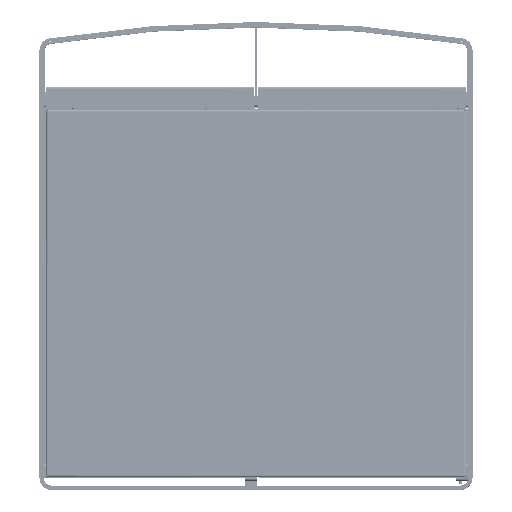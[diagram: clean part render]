
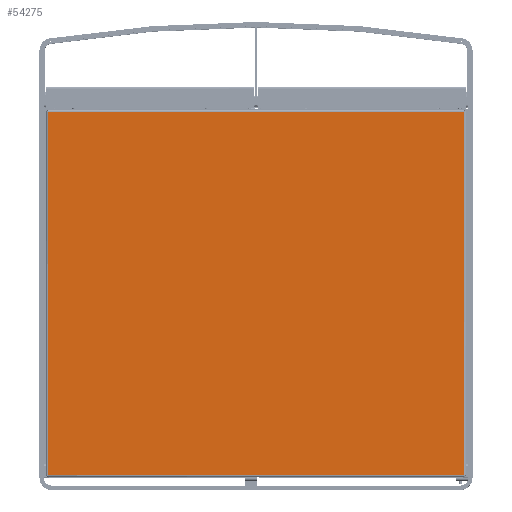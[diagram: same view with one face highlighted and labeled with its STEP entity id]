
A CAD part, top view. The second image highlights one B-rep face of the part: STEP entity #54275.
In plain terms, the highlighted face is planar.
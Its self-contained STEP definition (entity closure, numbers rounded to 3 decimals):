
#1042 = LINE ( 'NONE', #8325, #58659 ) ;
#2631 = VECTOR ( 'NONE', #31248, 1000. ) ;
#3848 = LINE ( 'NONE', #56301, #7028 ) ;
#6578 = CARTESIAN_POINT ( 'NONE',  ( -3., 0., 0. ) ) ;
#7028 = VECTOR ( 'NONE', #82499, 1000. ) ;
#8325 = CARTESIAN_POINT ( 'NONE',  ( -3., 448.793, -511.5 ) ) ;
#9587 = VERTEX_POINT ( 'NONE', #39766 ) ;
#9639 = EDGE_CURVE ( 'NONE', #36065, #9587, #1042, .T. ) ;
#11456 = CARTESIAN_POINT ( 'NONE',  ( -3., -446.5, -513.793 ) ) ;
#13962 = DIRECTION ( 'NONE',  ( 0., -1., 0. ) ) ;
#17717 = CARTESIAN_POINT ( 'NONE',  ( -3., -448.793, 511.5 ) ) ;
#24147 = LINE ( 'NONE', #17717, #42583 ) ;
#26284 = ORIENTED_EDGE ( 'NONE', *, *, #9639, .T. ) ;
#27663 = PLANE ( 'NONE',  #37134 ) ;
#30634 = DIRECTION ( 'NONE',  ( 0., 1., 0. ) ) ;
#31248 = DIRECTION ( 'NONE',  ( 0., 0., 1. ) ) ;
#34107 = FACE_OUTER_BOUND ( 'NONE', #47699, .T. ) ;
#36065 = VERTEX_POINT ( 'NONE', #51771 ) ;
#37134 = AXIS2_PLACEMENT_3D ( 'NONE', #6578, #39717, #52978 ) ;
#39711 = VERTEX_POINT ( 'NONE', #70992 ) ;
#39717 = DIRECTION ( 'NONE',  ( -1., 0., 0. ) ) ;
#39766 = CARTESIAN_POINT ( 'NONE',  ( -3., -446.5, -511.5 ) ) ;
#40359 = VERTEX_POINT ( 'NONE', #47968 ) ;
#42583 = VECTOR ( 'NONE', #30634, 1000. ) ;
#47699 = EDGE_LOOP ( 'NONE', ( #26284, #48481, #66437, #76383 ) ) ;
#47968 = CARTESIAN_POINT ( 'NONE',  ( -3., 446.5, 511.5 ) ) ;
#48481 = ORIENTED_EDGE ( 'NONE', *, *, #58798, .T. ) ;
#48841 = EDGE_CURVE ( 'NONE', #40359, #36065, #3848, .T. ) ;
#51771 = CARTESIAN_POINT ( 'NONE',  ( -3., 446.5, -511.5 ) ) ;
#52978 = DIRECTION ( 'NONE',  ( 0., 0., 1. ) ) ;
#54275 = ADVANCED_FACE ( 'NONE', ( #34107 ), #27663, .T. ) ;
#56301 = CARTESIAN_POINT ( 'NONE',  ( -3., 446.5, 513.793 ) ) ;
#58659 = VECTOR ( 'NONE', #13962, 1000. ) ;
#58798 = EDGE_CURVE ( 'NONE', #9587, #39711, #64790, .T. ) ;
#64790 = LINE ( 'NONE', #11456, #2631 ) ;
#66437 = ORIENTED_EDGE ( 'NONE', *, *, #71007, .T. ) ;
#70992 = CARTESIAN_POINT ( 'NONE',  ( -3., -446.5, 511.5 ) ) ;
#71007 = EDGE_CURVE ( 'NONE', #39711, #40359, #24147, .T. ) ;
#76383 = ORIENTED_EDGE ( 'NONE', *, *, #48841, .T. ) ;
#82499 = DIRECTION ( 'NONE',  ( 0., 0., -1. ) ) ;
